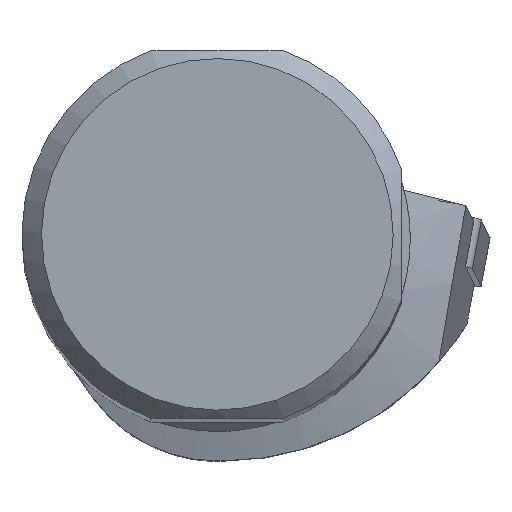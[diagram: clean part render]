
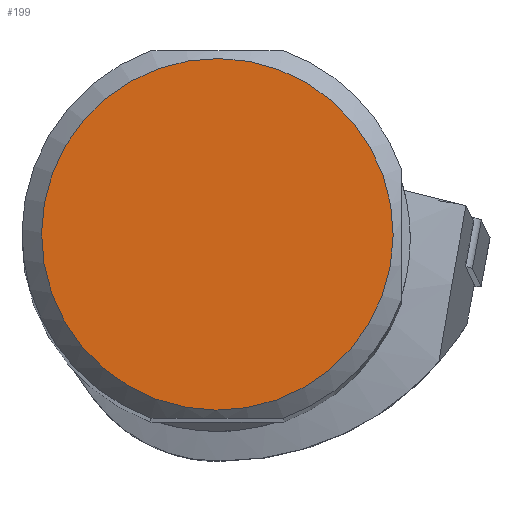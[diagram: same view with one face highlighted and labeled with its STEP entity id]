
A CAD part, top view. The second image highlights one B-rep face of the part: STEP entity #199.
In plain terms, the highlighted planar face has unit normal (0, 0, 1).
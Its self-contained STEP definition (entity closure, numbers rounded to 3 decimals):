
#153=FACE_OUTER_BOUND('',#405,.T.);
#199=ADVANCED_FACE('CU_SU_BP3',(#153),#232,.F.);
#232=PLANE('',#1070);
#405=EDGE_LOOP('',(#586));
#586=ORIENTED_EDGE('',*,*,#856,.T.);
#750=VERTEX_POINT('',#1689);
#856=EDGE_CURVE('',#750,#750,#909,.T.);
#909=CIRCLE('',#1063,22.489);
#1063=AXIS2_PLACEMENT_3D('',#1688,#1270,#1271);
#1070=AXIS2_PLACEMENT_3D('',#1723,#1285,#1286);
#1270=DIRECTION('',(0.,0.,1.));
#1271=DIRECTION('',(-0.983,0.181,0.));
#1285=DIRECTION('',(0.,0.,-1.));
#1286=DIRECTION('',(-0.983,0.181,0.));
#1688=CARTESIAN_POINT('',(0.,0.,
0.));
#1689=CARTESIAN_POINT('',(-22.116,4.08,0.));
#1723=CARTESIAN_POINT('',(-24.989,0.,0.));
